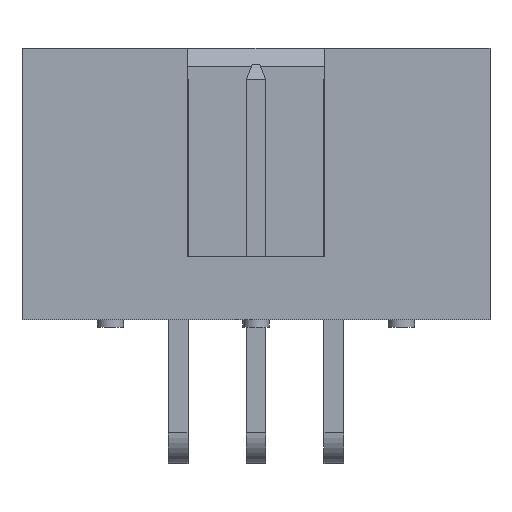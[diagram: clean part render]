
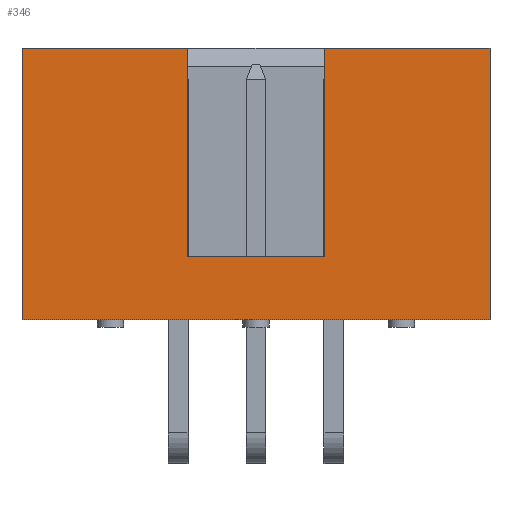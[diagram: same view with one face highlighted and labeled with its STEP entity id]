
A CAD part, front view. The second image highlights one B-rep face of the part: STEP entity #346.
In plain terms, the highlighted planar face has unit normal (0, -1, 0).
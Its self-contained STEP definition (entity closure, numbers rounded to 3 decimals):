
#346 = ADVANCED_FACE( '', ( #717 ), #718, .F. );
#717 = FACE_OUTER_BOUND( '', #1136, .T. );
#718 = PLANE( '', #1137 );
#1136 = EDGE_LOOP( '', ( #1819, #1820, #1821, #1822, #1823, #1824, #1825, #1826 ) );
#1137 = AXIS2_PLACEMENT_3D( '', #1827, #1828, #1829 );
#1819 = ORIENTED_EDGE( '', *, *, #2552, .F. );
#1820 = ORIENTED_EDGE( '', *, *, #2746, .T. );
#1821 = ORIENTED_EDGE( '', *, *, #2747, .T. );
#1822 = ORIENTED_EDGE( '', *, *, #2748, .F. );
#1823 = ORIENTED_EDGE( '', *, *, #2576, .F. );
#1824 = ORIENTED_EDGE( '', *, *, #2730, .F. );
#1825 = ORIENTED_EDGE( '', *, *, #2749, .F. );
#1826 = ORIENTED_EDGE( '', *, *, #2750, .F. );
#1827 = CARTESIAN_POINT( '', ( 0., -4.425, 0. ) );
#1828 = DIRECTION( '', ( 0., 1., 0. ) );
#1829 = DIRECTION( '', ( 0., 0., 1. ) );
#2552 = EDGE_CURVE( '', #3026, #3020, #3028, .T. );
#2576 = EDGE_CURVE( '', #3067, #3069, #3070, .T. );
#2730 = EDGE_CURVE( '', #3309, #3067, #3311, .T. );
#2746 = EDGE_CURVE( '', #3026, #3334, #3335, .T. );
#2747 = EDGE_CURVE( '', #3334, #3336, #3337, .T. );
#2748 = EDGE_CURVE( '', #3069, #3336, #3338, .T. );
#2749 = EDGE_CURVE( '', #3339, #3309, #3340, .T. );
#2750 = EDGE_CURVE( '', #3020, #3339, #3341, .T. );
#3020 = VERTEX_POINT( '', #3676 );
#3026 = VERTEX_POINT( '', #3685 );
#3028 = LINE( '', #3688, #3689 );
#3067 = VERTEX_POINT( '', #3745 );
#3069 = VERTEX_POINT( '', #3748 );
#3070 = LINE( '', #3749, #3750 );
#3309 = VERTEX_POINT( '', #4099 );
#3311 = LINE( '', #4102, #4103 );
#3334 = VERTEX_POINT( '', #4137 );
#3335 = LINE( '', #4138, #4139 );
#3336 = VERTEX_POINT( '', #4140 );
#3337 = LINE( '', #4141, #4142 );
#3338 = LINE( '', #4143, #4144 );
#3339 = VERTEX_POINT( '', #4145 );
#3340 = LINE( '', #4146, #4147 );
#3341 = LINE( '', #4148, #4149 );
#3676 = CARTESIAN_POINT( '', ( 2.25, -4.425, 4.425 ) );
#3685 = CARTESIAN_POINT( '', ( 2.25, -4.425, -2.375 ) );
#3688 = CARTESIAN_POINT( '', ( 2.25, -4.425, -2.375 ) );
#3689 = VECTOR( '', #4502, 1000. );
#3745 = CARTESIAN_POINT( '', ( -7.64, -4.425, -4.425 ) );
#3748 = CARTESIAN_POINT( '', ( -7.64, -4.425, 4.425 ) );
#3749 = CARTESIAN_POINT( '', ( -7.64, -4.425, -4.425 ) );
#3750 = VECTOR( '', #4521, 1000. );
#4099 = CARTESIAN_POINT( '', ( 7.64, -4.425, -4.425 ) );
#4102 = CARTESIAN_POINT( '', ( 7.64, -4.425, -4.425 ) );
#4103 = VECTOR( '', #4666, 1000. );
#4137 = CARTESIAN_POINT( '', ( -2.25, -4.425, -2.375 ) );
#4138 = CARTESIAN_POINT( '', ( 2.25, -4.425, -2.375 ) );
#4139 = VECTOR( '', #4681, 1000. );
#4140 = CARTESIAN_POINT( '', ( -2.25, -4.425, 4.425 ) );
#4141 = CARTESIAN_POINT( '', ( -2.25, -4.425, -2.375 ) );
#4142 = VECTOR( '', #4682, 1000. );
#4143 = CARTESIAN_POINT( '', ( -7.64, -4.425, 4.425 ) );
#4144 = VECTOR( '', #4683, 1000. );
#4145 = CARTESIAN_POINT( '', ( 7.64, -4.425, 4.425 ) );
#4146 = CARTESIAN_POINT( '', ( 7.64, -4.425, 4.425 ) );
#4147 = VECTOR( '', #4684, 1000. );
#4148 = CARTESIAN_POINT( '', ( -7.64, -4.425, 4.425 ) );
#4149 = VECTOR( '', #4685, 1000. );
#4502 = DIRECTION( '', ( 0., 0., 1. ) );
#4521 = DIRECTION( '', ( 0., 0., 1. ) );
#4666 = DIRECTION( '', ( -1., 0., 0. ) );
#4681 = DIRECTION( '', ( -1., 0., 0. ) );
#4682 = DIRECTION( '', ( 0., 0., 1. ) );
#4683 = DIRECTION( '', ( 1., 0., 0. ) );
#4684 = DIRECTION( '', ( 0., 0., -1. ) );
#4685 = DIRECTION( '', ( 1., 0., 0. ) );
